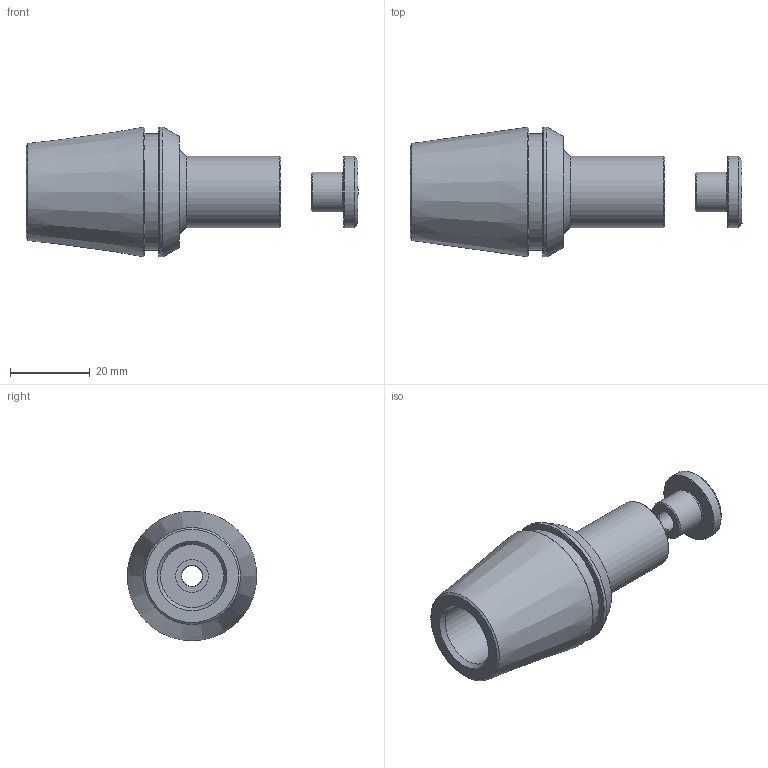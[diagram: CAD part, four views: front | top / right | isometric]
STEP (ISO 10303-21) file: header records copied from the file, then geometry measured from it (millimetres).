
FILE_DESCRIPTION(/* description */ (''),/* implementation_level */ '2;1');
FILE_NAME(/* name */ 'ER32-SSA10-1.0.step',/* time_stamp */ '2025-10-30T11:09:19-05:00',/* author */ (''),/* organization */ (''),/* preprocessor_version */ 'ST-DEVELOPER v20.1',/* originating_system */ 'Autodesk Translation Framework v14.17.0.0',/* authorisation */ '');
FILE_SCHEMA (('AUTOMOTIVE_DESIGN { 1 0 10303 214 3 1 1 }'));
Length unit declared in the file: inch
Products named in the file (3): ER32-ER11-1.5M; ER32-ER11-2.0 v4; SSA10-Cap
Assembly tree (2 placements, depth 2):
  ER32-ER11-1.5M
    ER32-ER11-2.0 v4
    SSA10-Cap
Bounding box: 83.03 x 32.41 x 32.41 mm (x, y, z)
Volume: 27024 mm3; surface area: 9128.8 mm2
Topology: 2 solids, 2 shells, 55 faces, 111 edges, 67 vertices
Faces by surface type: cone 25, cylinder 19, plane 11
Full cylindrical faces by diameter (mm): 2.032 x8, 5.182 x1, 5.436 x1, 8.23 x1, 9.746 x1, 10 x2, 15.799 x1, 17.78 x2, 29.185 x1, 32.41 x1
Entity records: 1514 total; most frequent: DIRECTION 282, CARTESIAN_POINT 230, ORIENTED_EDGE 206, AXIS2_PLACEMENT_3D 119, EDGE_CURVE 103, EDGE_LOOP 74, VERTEX_POINT 67, CIRCLE 59
